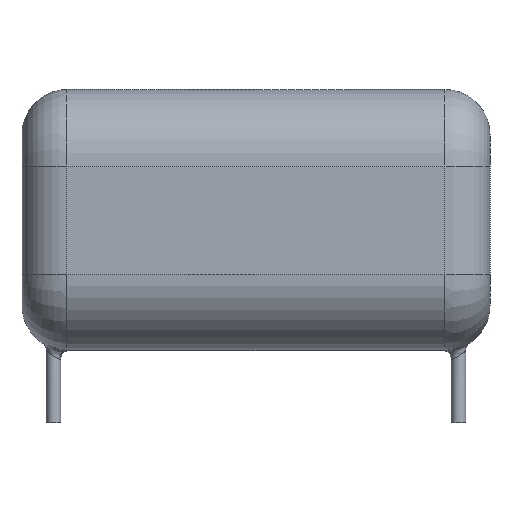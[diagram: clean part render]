
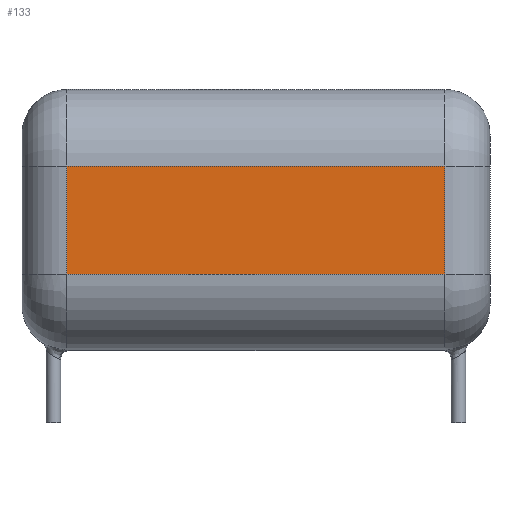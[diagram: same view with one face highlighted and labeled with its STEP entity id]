
A CAD part, front view. The second image highlights one B-rep face of the part: STEP entity #133.
In plain terms, the highlighted planar face has unit normal (0, -1, 0).
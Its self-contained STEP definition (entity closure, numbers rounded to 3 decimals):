
#133 = ADVANCED_FACE ( 'NONE', ( #6255 ), #9228, .F. ) ;
#505 = CARTESIAN_POINT ( 'NONE',  ( -13., -4.25, 14.5 ) ) ;
#521 = ORIENTED_EDGE ( 'NONE', *, *, #9612, .T. ) ;
#1474 = VERTEX_POINT ( 'NONE', #12045 ) ;
#2586 = LINE ( 'NONE', #6432, #3913 ) ;
#2593 = LINE ( 'NONE', #7399, #5783 ) ;
#2999 = EDGE_CURVE ( 'NONE', #6251, #1474, #2593, .T. ) ;
#3046 = EDGE_LOOP ( 'NONE', ( #4756, #3382, #6655, #521 ) ) ;
#3096 = VECTOR ( 'NONE', #3150, 1000. ) ;
#3150 = DIRECTION ( 'NONE',  ( 0., 0., 1. ) ) ;
#3382 = ORIENTED_EDGE ( 'NONE', *, *, #10649, .T. ) ;
#3913 = VECTOR ( 'NONE', #12006, 1000. ) ;
#4248 = VECTOR ( 'NONE', #10762, 1000. ) ;
#4756 = ORIENTED_EDGE ( 'NONE', *, *, #5326, .T. ) ;
#5080 = CARTESIAN_POINT ( 'NONE',  ( -13., -4.25, 10.25 ) ) ;
#5326 = EDGE_CURVE ( 'NONE', #5406, #6758, #11713, .T. ) ;
#5406 = VERTEX_POINT ( 'NONE', #11525 ) ;
#5783 = VECTOR ( 'NONE', #10418, 1000. ) ;
#6251 = VERTEX_POINT ( 'NONE', #7282 ) ;
#6255 = FACE_OUTER_BOUND ( 'NONE', #3046, .T. ) ;
#6432 = CARTESIAN_POINT ( 'NONE',  ( -10.5, -4.25, 14.5 ) ) ;
#6655 = ORIENTED_EDGE ( 'NONE', *, *, #2999, .T. ) ;
#6758 = VERTEX_POINT ( 'NONE', #6792 ) ;
#6792 = CARTESIAN_POINT ( 'NONE',  ( -10.5, -4.25, 10.25 ) ) ;
#7282 = CARTESIAN_POINT ( 'NONE',  ( -10.5, -4.25, 4.25 ) ) ;
#7399 = CARTESIAN_POINT ( 'NONE',  ( 13., -4.25, 4.25 ) ) ;
#7837 = LINE ( 'NONE', #7903, #3096 ) ;
#7903 = CARTESIAN_POINT ( 'NONE',  ( 10.5, -4.25, 14.5 ) ) ;
#9228 = PLANE ( 'NONE',  #9589 ) ;
#9350 = DIRECTION ( 'NONE',  ( 0., 1., 0. ) ) ;
#9589 = AXIS2_PLACEMENT_3D ( 'NONE', #505, #9350, #11333 ) ;
#9612 = EDGE_CURVE ( 'NONE', #1474, #5406, #7837, .T. ) ;
#10418 = DIRECTION ( 'NONE',  ( 1., 0., 0. ) ) ;
#10649 = EDGE_CURVE ( 'NONE', #6758, #6251, #2586, .T. ) ;
#10762 = DIRECTION ( 'NONE',  ( -1., 0., 0. ) ) ;
#11333 = DIRECTION ( 'NONE',  ( 0., 0., 1. ) ) ;
#11525 = CARTESIAN_POINT ( 'NONE',  ( 10.5, -4.25, 10.25 ) ) ;
#11713 = LINE ( 'NONE', #5080, #4248 ) ;
#12006 = DIRECTION ( 'NONE',  ( 0., 0., -1. ) ) ;
#12045 = CARTESIAN_POINT ( 'NONE',  ( 10.5, -4.25, 4.25 ) ) ;
